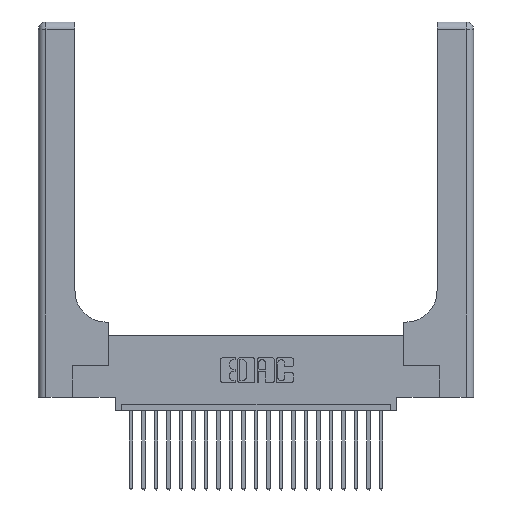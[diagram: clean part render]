
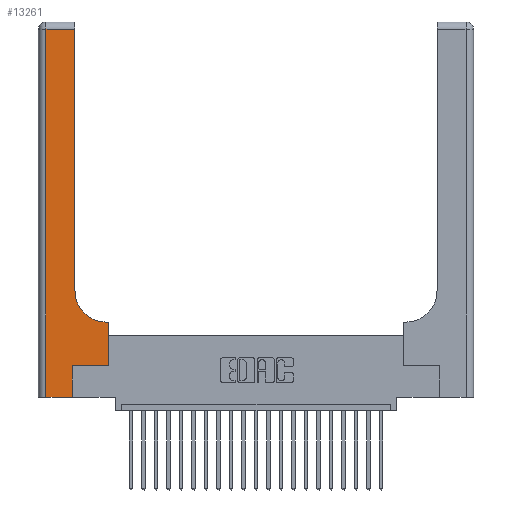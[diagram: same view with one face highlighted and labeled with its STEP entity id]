
A CAD part, top view. The second image highlights one B-rep face of the part: STEP entity #13261.
In plain terms, the highlighted planar face has unit normal (0, 0, 1).
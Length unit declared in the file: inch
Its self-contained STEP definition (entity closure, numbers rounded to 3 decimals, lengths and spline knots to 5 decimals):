
#368 = AXIS2_PLACEMENT_3D ( 'NONE', #15997, #21592, #8411 ) ;
#438 = EDGE_LOOP ( 'NONE', ( #15285, #6503, #14969, #22319, #23635, #9840, #2322, #12630, #8354 ) ) ;
#1407 = VECTOR ( 'NONE', #7591, 39.37008 ) ;
#1614 = VECTOR ( 'NONE', #6840, 39.37008 ) ;
#2122 = EDGE_CURVE ( 'NONE', #2141, #22434, #6794, .T. ) ;
#2141 = VERTEX_POINT ( 'NONE', #11645 ) ;
#2258 = CARTESIAN_POINT ( 'NONE',  ( 0.2915, 3., 0.37 ) ) ;
#2322 = ORIENTED_EDGE ( 'NONE', *, *, #21833, .T. ) ;
#2444 = CARTESIAN_POINT ( 'NONE',  ( 0.06, 2.94, 0.37 ) ) ;
#3200 = CARTESIAN_POINT ( 'NONE',  ( 0.269, 0., 0.37 ) ) ;
#3251 = DIRECTION ( 'NONE',  ( -1., 0., 0. ) ) ;
#3752 = AXIS2_PLACEMENT_3D ( 'NONE', #19919, #12751, #3251 ) ;
#4476 = VECTOR ( 'NONE', #11480, 39.37008 ) ;
#4581 = VERTEX_POINT ( 'NONE', #3200 ) ;
#4608 = DIRECTION ( 'NONE',  ( 1., 0., 0. ) ) ;
#4663 = EDGE_CURVE ( 'NONE', #14795, #15265, #11439, .T. ) ;
#4827 = VERTEX_POINT ( 'NONE', #5119 ) ;
#5119 = CARTESIAN_POINT ( 'NONE',  ( 0.2915, 2.94, 0.37 ) ) ;
#5545 = LINE ( 'NONE', #16620, #19481 ) ;
#6018 = CARTESIAN_POINT ( 'NONE',  ( 0.5415, 0.6, 0.37 ) ) ;
#6306 = VERTEX_POINT ( 'NONE', #11486 ) ;
#6503 = ORIENTED_EDGE ( 'NONE', *, *, #23295, .T. ) ;
#6794 = LINE ( 'NONE', #22654, #18374 ) ;
#6840 = DIRECTION ( 'NONE',  ( 0., 1., 0. ) ) ;
#7591 = DIRECTION ( 'NONE',  ( 0., 1., 0. ) ) ;
#7780 = EDGE_CURVE ( 'NONE', #16023, #4581, #9250, .T. ) ;
#8082 = FACE_OUTER_BOUND ( 'NONE', #438, .T. ) ;
#8354 = ORIENTED_EDGE ( 'NONE', *, *, #13710, .T. ) ;
#8373 = EDGE_CURVE ( 'NONE', #6306, #4827, #15055, .T. ) ;
#8411 = DIRECTION ( 'NONE',  ( 1., 0., 0. ) ) ;
#9250 = LINE ( 'NONE', #15583, #22596 ) ;
#9390 = LINE ( 'NONE', #17156, #4476 ) ;
#9840 = ORIENTED_EDGE ( 'NONE', *, *, #2122, .T. ) ;
#10107 = CARTESIAN_POINT ( 'NONE',  ( 0.5585, 0.6, 0.37 ) ) ;
#10635 = LINE ( 'NONE', #23278, #21349 ) ;
#10914 = PLANE ( 'NONE',  #3752 ) ;
#11439 = LINE ( 'NONE', #18740, #16376 ) ;
#11480 = DIRECTION ( 'NONE',  ( 0., 1., 0. ) ) ;
#11486 = CARTESIAN_POINT ( 'NONE',  ( 0.2915, 0.85, 0.37 ) ) ;
#11561 = DIRECTION ( 'NONE',  ( 1., 0., 0. ) ) ;
#11645 = CARTESIAN_POINT ( 'NONE',  ( 0.269, 0.25, 0.37 ) ) ;
#11759 = LINE ( 'NONE', #21813, #1614 ) ;
#12414 = CIRCLE ( 'NONE', #368, 0.25 ) ;
#12630 = ORIENTED_EDGE ( 'NONE', *, *, #4663, .T. ) ;
#12751 = DIRECTION ( 'NONE',  ( 0., 0., -1. ) ) ;
#13261 = ADVANCED_FACE ( 'NONE', ( #8082 ), #10914, .F. ) ;
#13528 = VERTEX_POINT ( 'NONE', #2444 ) ;
#13710 = EDGE_CURVE ( 'NONE', #15265, #6306, #12414, .T. ) ;
#13841 = DIRECTION ( 'NONE',  ( 0., -1., 0. ) ) ;
#13952 = CARTESIAN_POINT ( 'NONE',  ( 0.5585, 0.25, 0.37 ) ) ;
#14795 = VERTEX_POINT ( 'NONE', #10107 ) ;
#14969 = ORIENTED_EDGE ( 'NONE', *, *, #23035, .T. ) ;
#15055 = LINE ( 'NONE', #2258, #1407 ) ;
#15265 = VERTEX_POINT ( 'NONE', #6018 ) ;
#15285 = ORIENTED_EDGE ( 'NONE', *, *, #8373, .T. ) ;
#15583 = CARTESIAN_POINT ( 'NONE',  ( 0., 0., 0.37 ) ) ;
#15997 = CARTESIAN_POINT ( 'NONE',  ( 0.5415, 0.85, 0.37 ) ) ;
#16023 = VERTEX_POINT ( 'NONE', #21615 ) ;
#16376 = VECTOR ( 'NONE', #20602, 39.37008 ) ;
#16620 = CARTESIAN_POINT ( 'NONE',  ( 0., 2.94, 0.37 ) ) ;
#17156 = CARTESIAN_POINT ( 'NONE',  ( 0.5585, 0.25, 0.37 ) ) ;
#18374 = VECTOR ( 'NONE', #11561, 39.37008 ) ;
#18402 = DIRECTION ( 'NONE',  ( -1., 0., 0. ) ) ;
#18740 = CARTESIAN_POINT ( 'NONE',  ( 0.2915, 0.6, 0.37 ) ) ;
#19481 = VECTOR ( 'NONE', #18402, 39.37008 ) ;
#19919 = CARTESIAN_POINT ( 'NONE',  ( 0., 3., 0.37 ) ) ;
#20602 = DIRECTION ( 'NONE',  ( -1., 0., 0. ) ) ;
#21042 = EDGE_CURVE ( 'NONE', #4581, #2141, #11759, .T. ) ;
#21349 = VECTOR ( 'NONE', #13841, 39.37008 ) ;
#21592 = DIRECTION ( 'NONE',  ( 0., 0., -1. ) ) ;
#21615 = CARTESIAN_POINT ( 'NONE',  ( 0.06, 0., 0.37 ) ) ;
#21813 = CARTESIAN_POINT ( 'NONE',  ( 0.269, 0., 0.37 ) ) ;
#21833 = EDGE_CURVE ( 'NONE', #22434, #14795, #9390, .T. ) ;
#22319 = ORIENTED_EDGE ( 'NONE', *, *, #7780, .T. ) ;
#22434 = VERTEX_POINT ( 'NONE', #13952 ) ;
#22596 = VECTOR ( 'NONE', #4608, 39.37008 ) ;
#22654 = CARTESIAN_POINT ( 'NONE',  ( 0.269, 0.25, 0.37 ) ) ;
#23035 = EDGE_CURVE ( 'NONE', #13528, #16023, #10635, .T. ) ;
#23278 = CARTESIAN_POINT ( 'NONE',  ( 0.06, 3., 0.37 ) ) ;
#23295 = EDGE_CURVE ( 'NONE', #4827, #13528, #5545, .T. ) ;
#23635 = ORIENTED_EDGE ( 'NONE', *, *, #21042, .T. ) ;
